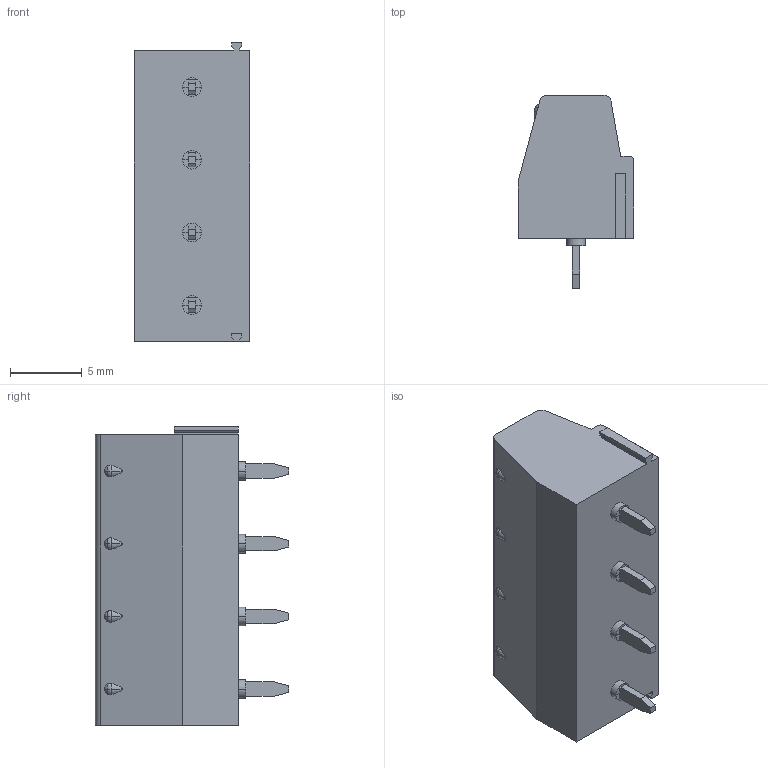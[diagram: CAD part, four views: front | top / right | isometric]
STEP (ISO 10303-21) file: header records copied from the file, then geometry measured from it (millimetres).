
FILE_DESCRIPTION(('STEP AP242'),'1');
FILE_NAME('17430.stp','2018-11-23T13:45:59',('TraceParts'),('TraceParts S.A.'),'Spatial InterOp 3D',' ',' ');
FILE_SCHEMA(('AP242_MANAGED_MODEL_BASED_3D_ENGINEERING_MIM_LF {1 0 10303 442 1 1 4}'));
Length unit declared in the file: millimetre
Products named in the file (1): 17430
Bounding box: 8.1 x 13.5 x 20.89 mm (x, y, z)
Volume: 1311.1 mm3; surface area: 1142.5 mm2
Topology: 1 solids, 1 shells, 271 faces, 655 edges, 410 vertices
Faces by surface type: plane 194, cylinder 53, sphere 16, cone 8
Entity records: 10615 total; most frequent: CARTESIAN_POINT 1961, DIRECTION 1377, ORIENTED_EDGE 1310, EDGE_CURVE 655, LINE 461, VECTOR 461, AXIS2_PLACEMENT_3D 458, VERTEX_POINT 410
